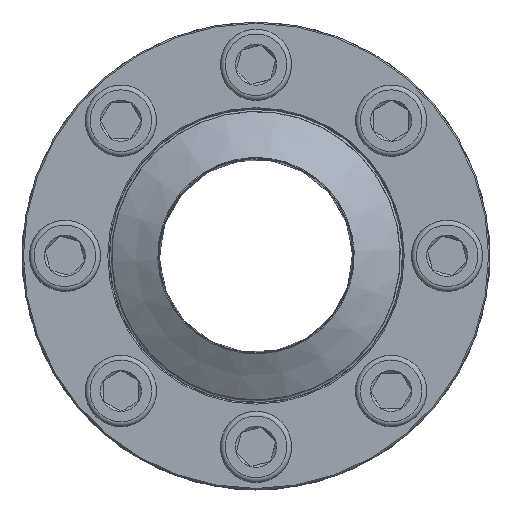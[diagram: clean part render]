
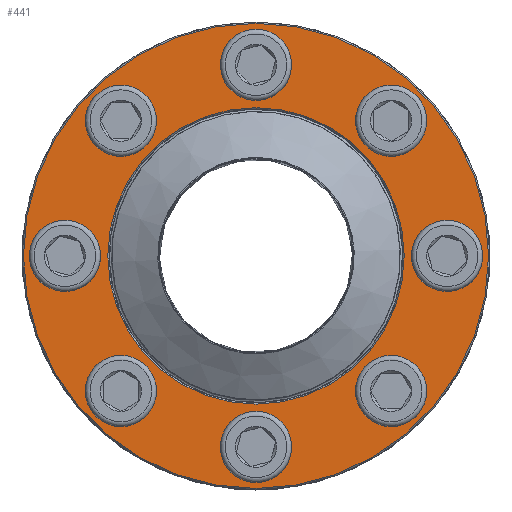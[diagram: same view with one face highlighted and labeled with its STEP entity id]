
A CAD part, top view. The second image highlights one B-rep face of the part: STEP entity #441.
In plain terms, the highlighted planar face has unit normal (0, 0, 1).
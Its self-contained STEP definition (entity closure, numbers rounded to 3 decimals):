
#411=PLANE('',#1727);
#441=ADVANCED_FACE('',(#588,#589,#590,#591,#592,#593,#594,#595,#596,#597),
#411,.T.);
#588=FACE_BOUND('',#777,.T.);
#589=FACE_BOUND('',#778,.T.);
#590=FACE_BOUND('',#779,.T.);
#591=FACE_BOUND('',#780,.T.);
#592=FACE_BOUND('',#781,.T.);
#593=FACE_BOUND('',#782,.T.);
#594=FACE_BOUND('',#783,.T.);
#595=FACE_BOUND('',#784,.T.);
#596=FACE_BOUND('',#785,.T.);
#597=FACE_BOUND('',#786,.T.);
#777=EDGE_LOOP('',(#997));
#778=EDGE_LOOP('',(#998));
#779=EDGE_LOOP('',(#999));
#780=EDGE_LOOP('',(#1000));
#781=EDGE_LOOP('',(#1001));
#782=EDGE_LOOP('',(#1002));
#783=EDGE_LOOP('',(#1003));
#784=EDGE_LOOP('',(#1004));
#785=EDGE_LOOP('',(#1005));
#786=EDGE_LOOP('',(#1006));
#997=ORIENTED_EDGE('',*,*,#1445,.T.);
#998=ORIENTED_EDGE('',*,*,#1446,.T.);
#999=ORIENTED_EDGE('',*,*,#1447,.T.);
#1000=ORIENTED_EDGE('',*,*,#1448,.T.);
#1001=ORIENTED_EDGE('',*,*,#1449,.T.);
#1002=ORIENTED_EDGE('',*,*,#1450,.T.);
#1003=ORIENTED_EDGE('',*,*,#1451,.T.);
#1004=ORIENTED_EDGE('',*,*,#1452,.T.);
#1005=ORIENTED_EDGE('',*,*,#1453,.T.);
#1006=ORIENTED_EDGE('',*,*,#1454,.T.);
#1315=VERTEX_POINT('',#2494);
#1316=VERTEX_POINT('',#2496);
#1317=VERTEX_POINT('',#2498);
#1318=VERTEX_POINT('',#2500);
#1319=VERTEX_POINT('',#2502);
#1320=VERTEX_POINT('',#2504);
#1321=VERTEX_POINT('',#2506);
#1322=VERTEX_POINT('',#2508);
#1323=VERTEX_POINT('',#2510);
#1324=VERTEX_POINT('',#2512);
#1445=EDGE_CURVE('',#1315,#1315,#1604,.T.);
#1446=EDGE_CURVE('',#1316,#1316,#1605,.T.);
#1447=EDGE_CURVE('',#1317,#1317,#1606,.T.);
#1448=EDGE_CURVE('',#1318,#1318,#1607,.T.);
#1449=EDGE_CURVE('',#1319,#1319,#1608,.T.);
#1450=EDGE_CURVE('',#1320,#1320,#1609,.T.);
#1451=EDGE_CURVE('',#1321,#1321,#1610,.T.);
#1452=EDGE_CURVE('',#1322,#1322,#1611,.T.);
#1453=EDGE_CURVE('',#1323,#1323,#1612,.T.);
#1454=EDGE_CURVE('',#1324,#1324,#1613,.T.);
#1604=CIRCLE('',#1717,19.5);
#1605=CIRCLE('',#1718,19.5);
#1606=CIRCLE('',#1719,19.5);
#1607=CIRCLE('',#1720,19.5);
#1608=CIRCLE('',#1721,19.5);
#1609=CIRCLE('',#1722,19.5);
#1610=CIRCLE('',#1723,19.5);
#1611=CIRCLE('',#1724,19.5);
#1612=CIRCLE('',#1725,176.5);
#1613=CIRCLE('',#1726,112.5);
#1717=AXIS2_PLACEMENT_3D('',#2493,#1973,#1974);
#1718=AXIS2_PLACEMENT_3D('',#2495,#1975,#1976);
#1719=AXIS2_PLACEMENT_3D('',#2497,#1977,#1978);
#1720=AXIS2_PLACEMENT_3D('',#2499,#1979,#1980);
#1721=AXIS2_PLACEMENT_3D('',#2501,#1981,#1982);
#1722=AXIS2_PLACEMENT_3D('',#2503,#1983,#1984);
#1723=AXIS2_PLACEMENT_3D('',#2505,#1985,#1986);
#1724=AXIS2_PLACEMENT_3D('',#2507,#1987,#1988);
#1725=AXIS2_PLACEMENT_3D('',#2509,#1989,#1990);
#1726=AXIS2_PLACEMENT_3D('',#2511,#1991,#1992);
#1727=AXIS2_PLACEMENT_3D('',#2513,#1993,#1994);
#1973=DIRECTION('',(0.,0.,-1.));
#1974=DIRECTION('',(1.,0.,0.));
#1975=DIRECTION('',(0.,0.,-1.));
#1976=DIRECTION('',(1.,0.,0.));
#1977=DIRECTION('',(0.,0.,-1.));
#1978=DIRECTION('',(1.,0.,0.));
#1979=DIRECTION('',(0.,0.,-1.));
#1980=DIRECTION('',(1.,0.,0.));
#1981=DIRECTION('',(0.,0.,-1.));
#1982=DIRECTION('',(1.,0.,0.));
#1983=DIRECTION('',(0.,0.,-1.));
#1984=DIRECTION('',(1.,0.,0.));
#1985=DIRECTION('',(0.,0.,-1.));
#1986=DIRECTION('',(1.,0.,0.));
#1987=DIRECTION('',(0.,0.,-1.));
#1988=DIRECTION('',(1.,0.,0.));
#1989=DIRECTION('',(0.,0.,1.));
#1990=DIRECTION('',(1.,0.,0.));
#1991=DIRECTION('',(0.,0.,-1.));
#1992=DIRECTION('',(1.,0.,0.));
#1993=DIRECTION('',(0.,0.,1.));
#1994=DIRECTION('',(1.,0.,0.));
#2493=CARTESIAN_POINT('',(-145.,0.,85.));
#2494=CARTESIAN_POINT('',(-125.5,0.,85.));
#2495=CARTESIAN_POINT('',(-102.53,102.53,85.));
#2496=CARTESIAN_POINT('',(-83.03,102.53,85.));
#2497=CARTESIAN_POINT('',(0.,145.,85.));
#2498=CARTESIAN_POINT('',(19.5,145.,85.));
#2499=CARTESIAN_POINT('',(102.53,102.53,85.));
#2500=CARTESIAN_POINT('',(122.03,102.53,85.));
#2501=CARTESIAN_POINT('',(145.,0.,85.));
#2502=CARTESIAN_POINT('',(164.5,0.,85.));
#2503=CARTESIAN_POINT('',(102.53,-102.53,85.));
#2504=CARTESIAN_POINT('',(122.03,-102.53,85.));
#2505=CARTESIAN_POINT('',(0.,-145.,85.));
#2506=CARTESIAN_POINT('',(19.5,-145.,85.));
#2507=CARTESIAN_POINT('',(-102.53,-102.53,85.));
#2508=CARTESIAN_POINT('',(-83.03,-102.53,85.));
#2509=CARTESIAN_POINT('',(0.,0.,85.));
#2510=CARTESIAN_POINT('',(176.5,0.,85.));
#2511=CARTESIAN_POINT('',(0.,0.,85.));
#2512=CARTESIAN_POINT('',(112.5,0.,85.));
#2513=CARTESIAN_POINT('',(0.,0.,85.));
